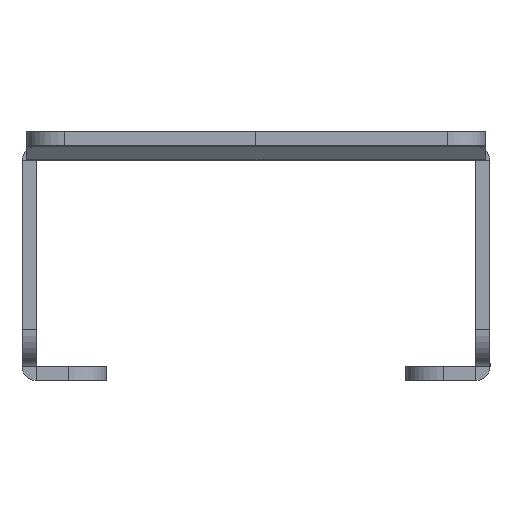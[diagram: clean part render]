
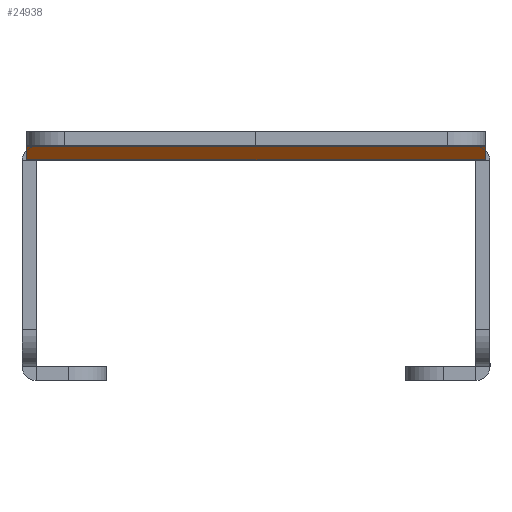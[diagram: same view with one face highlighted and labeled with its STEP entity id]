
A CAD part, left-side view. The second image highlights one B-rep face of the part: STEP entity #24938.
In plain terms, the highlighted planar face has unit normal (-0.342, 0, -0.94).
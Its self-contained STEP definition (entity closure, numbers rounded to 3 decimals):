
#1489 = AXIS2_PLACEMENT_3D ( 'NONE', #3411, #3421, #3422 ) ;
#2231 = FACE_OUTER_BOUND ( 'NONE', #38305, .T. ) ;
#3411 = CARTESIAN_POINT ( 'NONE',  ( -844.023, -24.5, 0.09 ) ) ;
#3416 = PLANE ( 'NONE',  #1489 ) ;
#3421 = DIRECTION ( 'NONE',  ( 0.342, 0., 0.94 ) ) ;
#3422 = DIRECTION ( 'NONE',  ( 0.94, 0., -0.342 ) ) ;
#4407 = CARTESIAN_POINT ( 'NONE',  ( -844.025, -24.5, 0.091 ) ) ;
#4410 = DIRECTION ( 'NONE',  ( 0., 1., 0. ) ) ;
#4411 = CARTESIAN_POINT ( 'NONE',  ( -848.252, -24.5, 1.63 ) ) ;
#4414 = DIRECTION ( 'NONE',  ( -0.94, 0., 0.342 ) ) ;
#4425 = CARTESIAN_POINT ( 'NONE',  ( -844.023, 24.5, 0.09 ) ) ;
#4426 = DIRECTION ( 'NONE',  ( 0.94, 0., -0.342 ) ) ;
#4429 = CARTESIAN_POINT ( 'NONE',  ( -848.25, 24.5, 1.629 ) ) ;
#4432 = DIRECTION ( 'NONE',  ( 0., -1., 0. ) ) ;
#5569 = LINE ( 'NONE', #4407, #5576 ) ;
#5575 = LINE ( 'NONE', #4411, #5580 ) ;
#5576 = VECTOR ( 'NONE', #4410, 1000. ) ;
#5580 = VECTOR ( 'NONE', #4414, 1000. ) ;
#5587 = LINE ( 'NONE', #4429, #5598 ) ;
#5592 = LINE ( 'NONE', #4425, #5593 ) ;
#5593 = VECTOR ( 'NONE', #4426, 1000. ) ;
#5598 = VECTOR ( 'NONE', #4432, 1000. ) ;
#7962 = CARTESIAN_POINT ( 'NONE',  ( -848.25, -24.5, 1.629 ) ) ;
#7964 = CARTESIAN_POINT ( 'NONE',  ( -844.025, -24.5, 0.091 ) ) ;
#7966 = CARTESIAN_POINT ( 'NONE',  ( -848.25, 24.5, 1.629 ) ) ;
#7969 = CARTESIAN_POINT ( 'NONE',  ( -844.025, 24.5, 0.091 ) ) ;
#24938 = ADVANCED_FACE ( 'NONE', ( #2231 ), #3416, .F. ) ;
#25316 = EDGE_CURVE ( 'NONE', #26644, #26649, #5569, .T. ) ;
#25318 = EDGE_CURVE ( 'NONE', #26644, #26642, #5575, .T. ) ;
#25324 = EDGE_CURVE ( 'NONE', #26646, #26649, #5592, .T. ) ;
#25327 = EDGE_CURVE ( 'NONE', #26646, #26642, #5587, .T. ) ;
#26642 = VERTEX_POINT ( 'NONE', #7962 ) ;
#26644 = VERTEX_POINT ( 'NONE', #7964 ) ;
#26646 = VERTEX_POINT ( 'NONE', #7966 ) ;
#26649 = VERTEX_POINT ( 'NONE', #7969 ) ;
#30764 = ORIENTED_EDGE ( 'NONE', *, *, #25327, .F. ) ;
#30765 = ORIENTED_EDGE ( 'NONE', *, *, #25324, .T. ) ;
#30766 = ORIENTED_EDGE ( 'NONE', *, *, #25316, .F. ) ;
#30767 = ORIENTED_EDGE ( 'NONE', *, *, #25318, .T. ) ;
#38305 = EDGE_LOOP ( 'NONE', ( #30764, #30765, #30766, #30767 ) ) ;
